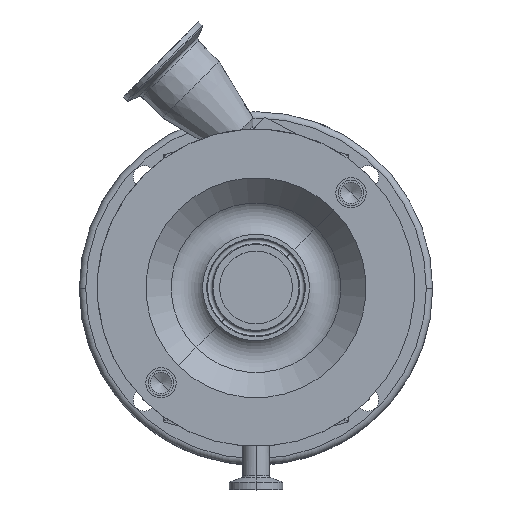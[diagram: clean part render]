
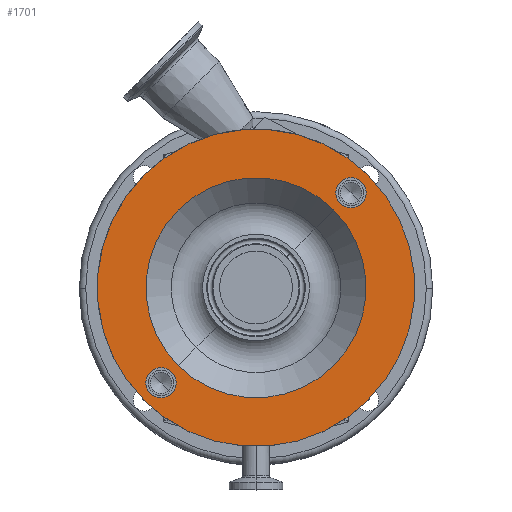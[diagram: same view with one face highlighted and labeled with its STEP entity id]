
A CAD part, top view. The second image highlights one B-rep face of the part: STEP entity #1701.
In plain terms, the highlighted planar face has unit normal (0, 0, 1).
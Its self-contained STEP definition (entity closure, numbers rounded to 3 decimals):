
#94 = ORIENTED_EDGE ( 'NONE', *, *, #8132, .F. ) ;
#101 = AXIS2_PLACEMENT_3D ( 'NONE', #7801, #1962, #548 ) ;
#213 = ORIENTED_EDGE ( 'NONE', *, *, #7634, .F. ) ;
#548 = DIRECTION ( 'NONE',  ( 0.707, 0.707, 0. ) ) ;
#832 = EDGE_CURVE ( 'NONE', #2097, #12801, #5814, .T. ) ;
#1343 = ORIENTED_EDGE ( 'NONE', *, *, #9649, .F. ) ;
#1573 = VERTEX_POINT ( 'NONE', #5184 ) ;
#1574 = DIRECTION ( 'NONE',  ( 0.707, 0.707, 0. ) ) ;
#1660 = CARTESIAN_POINT ( 'NONE',  ( 0., 0., 190.6 ) ) ;
#1701 = ADVANCED_FACE ( 'NONE', ( #4469, #11783, #9346, #8183 ), #10594, .T. ) ;
#1962 = DIRECTION ( 'NONE',  ( 0., 0., 1. ) ) ;
#1987 = AXIS2_PLACEMENT_3D ( 'NONE', #4599, #13091, #11667 ) ;
#2097 = VERTEX_POINT ( 'NONE', #12463 ) ;
#2224 = DIRECTION ( 'NONE',  ( 0., 0., 1. ) ) ;
#2305 = CARTESIAN_POINT ( 'NONE',  ( -44.901, -44.901, 190.6 ) ) ;
#2426 = CIRCLE ( 'NONE', #6454, 75. ) ;
#2562 = EDGE_LOOP ( 'NONE', ( #5977, #8002 ) ) ;
#3023 = AXIS2_PLACEMENT_3D ( 'NONE', #4704, #9183, #3450 ) ;
#3342 = CARTESIAN_POINT ( 'NONE',  ( -49.953, -49.953, 190.6 ) ) ;
#3427 = DIRECTION ( 'NONE',  ( 0., 0., 1. ) ) ;
#3450 = DIRECTION ( 'NONE',  ( 1., 0., 0. ) ) ;
#3702 = AXIS2_PLACEMENT_3D ( 'NONE', #2305, #2224, #13309 ) ;
#3861 = DIRECTION ( 'NONE',  ( 0., 0., 1. ) ) ;
#3877 = AXIS2_PLACEMENT_3D ( 'NONE', #8822, #9918, #1574 ) ;
#4454 = CARTESIAN_POINT ( 'NONE',  ( -39.85, -39.85, 190.6 ) ) ;
#4466 = ORIENTED_EDGE ( 'NONE', *, *, #832, .F. ) ;
#4469 = FACE_BOUND ( 'NONE', #8537, .T. ) ;
#4599 = CARTESIAN_POINT ( 'NONE',  ( 44.901, 44.901, 190.6 ) ) ;
#4704 = CARTESIAN_POINT ( 'NONE',  ( -53.033, 53.033, 190.6 ) ) ;
#4747 = EDGE_LOOP ( 'NONE', ( #1343, #94 ) ) ;
#5184 = CARTESIAN_POINT ( 'NONE',  ( 49.953, 49.953, 190.6 ) ) ;
#5358 = EDGE_CURVE ( 'NONE', #12801, #2097, #6406, .T. ) ;
#5393 = VERTEX_POINT ( 'NONE', #8731 ) ;
#5814 = CIRCLE ( 'NONE', #9587, 52. ) ;
#5935 = DIRECTION ( 'NONE',  ( 0.707, 0.707, 0. ) ) ;
#5977 = ORIENTED_EDGE ( 'NONE', *, *, #7193, .T. ) ;
#6019 = CIRCLE ( 'NONE', #1987, 7.144 ) ;
#6406 = CIRCLE ( 'NONE', #14962, 52. ) ;
#6454 = AXIS2_PLACEMENT_3D ( 'NONE', #15469, #3427, #5935 ) ;
#6759 = EDGE_LOOP ( 'NONE', ( #213, #13192 ) ) ;
#7193 = EDGE_CURVE ( 'NONE', #5393, #12031, #2426, .T. ) ;
#7546 = CARTESIAN_POINT ( 'NONE',  ( 0., 0., 190.6 ) ) ;
#7634 = EDGE_CURVE ( 'NONE', #9313, #9685, #11992, .T. ) ;
#7801 = CARTESIAN_POINT ( 'NONE',  ( -44.901, -44.901, 190.6 ) ) ;
#7899 = DIRECTION ( 'NONE',  ( 0., 0., 1. ) ) ;
#8002 = ORIENTED_EDGE ( 'NONE', *, *, #14675, .T. ) ;
#8132 = EDGE_CURVE ( 'NONE', #9594, #1573, #14196, .T. ) ;
#8183 = FACE_OUTER_BOUND ( 'NONE', #2562, .T. ) ;
#8373 = EDGE_CURVE ( 'NONE', #9685, #9313, #13431, .T. ) ;
#8537 = EDGE_LOOP ( 'NONE', ( #12752, #4466 ) ) ;
#8658 = DIRECTION ( 'NONE',  ( 0.707, 0.707, 0. ) ) ;
#8731 = CARTESIAN_POINT ( 'NONE',  ( 53.033, 53.033, 190.6 ) ) ;
#8822 = CARTESIAN_POINT ( 'NONE',  ( 44.901, 44.901, 190.6 ) ) ;
#9183 = DIRECTION ( 'NONE',  ( 0., 0., 1. ) ) ;
#9313 = VERTEX_POINT ( 'NONE', #4454 ) ;
#9346 = FACE_BOUND ( 'NONE', #4747, .T. ) ;
#9587 = AXIS2_PLACEMENT_3D ( 'NONE', #1660, #7899, #10083 ) ;
#9594 = VERTEX_POINT ( 'NONE', #11354 ) ;
#9649 = EDGE_CURVE ( 'NONE', #1573, #9594, #6019, .T. ) ;
#9685 = VERTEX_POINT ( 'NONE', #3342 ) ;
#9918 = DIRECTION ( 'NONE',  ( 0., 0., 1. ) ) ;
#10083 = DIRECTION ( 'NONE',  ( 0.707, 0.707, 0. ) ) ;
#10293 = CIRCLE ( 'NONE', #10560, 75. ) ;
#10560 = AXIS2_PLACEMENT_3D ( 'NONE', #10824, #11776, #14387 ) ;
#10594 = PLANE ( 'NONE',  #3023 ) ;
#10824 = CARTESIAN_POINT ( 'NONE',  ( 0., 0., 190.6 ) ) ;
#11354 = CARTESIAN_POINT ( 'NONE',  ( 39.85, 39.85, 190.6 ) ) ;
#11667 = DIRECTION ( 'NONE',  ( 0.707, 0.707, 0. ) ) ;
#11776 = DIRECTION ( 'NONE',  ( 0., 0., 1. ) ) ;
#11783 = FACE_BOUND ( 'NONE', #6759, .T. ) ;
#11992 = CIRCLE ( 'NONE', #3702, 7.144 ) ;
#12031 = VERTEX_POINT ( 'NONE', #12354 ) ;
#12354 = CARTESIAN_POINT ( 'NONE',  ( -53.033, -53.033, 190.6 ) ) ;
#12463 = CARTESIAN_POINT ( 'NONE',  ( -36.77, -36.77, 190.6 ) ) ;
#12752 = ORIENTED_EDGE ( 'NONE', *, *, #5358, .F. ) ;
#12801 = VERTEX_POINT ( 'NONE', #15391 ) ;
#13091 = DIRECTION ( 'NONE',  ( 0., 0., 1. ) ) ;
#13192 = ORIENTED_EDGE ( 'NONE', *, *, #8373, .F. ) ;
#13309 = DIRECTION ( 'NONE',  ( 0.707, 0.707, 0. ) ) ;
#13431 = CIRCLE ( 'NONE', #101, 7.144 ) ;
#14196 = CIRCLE ( 'NONE', #3877, 7.144 ) ;
#14387 = DIRECTION ( 'NONE',  ( 0.707, 0.707, 0. ) ) ;
#14675 = EDGE_CURVE ( 'NONE', #12031, #5393, #10293, .T. ) ;
#14962 = AXIS2_PLACEMENT_3D ( 'NONE', #7546, #3861, #8658 ) ;
#15391 = CARTESIAN_POINT ( 'NONE',  ( 36.77, 36.77, 190.6 ) ) ;
#15469 = CARTESIAN_POINT ( 'NONE',  ( 0., 0., 190.6 ) ) ;
